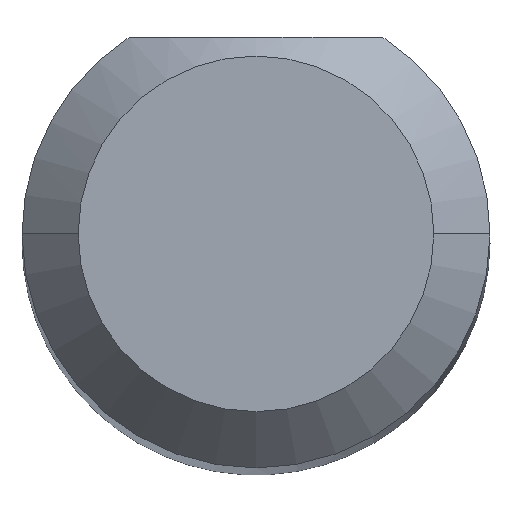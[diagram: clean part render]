
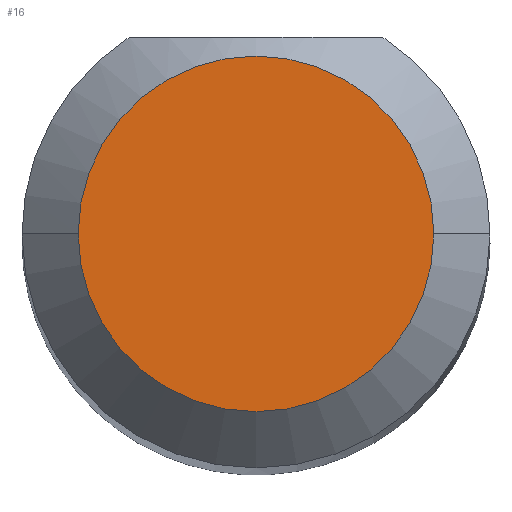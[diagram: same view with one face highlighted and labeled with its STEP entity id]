
A CAD part, top view. The second image highlights one B-rep face of the part: STEP entity #16.
In plain terms, the highlighted planar face has unit normal (0, 0, 1).
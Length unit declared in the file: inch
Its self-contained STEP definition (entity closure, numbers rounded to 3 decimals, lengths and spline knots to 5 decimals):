
#16 = ADVANCED_FACE ( 'NONE', ( #40 ), #209, .T. ) ;
#40 = FACE_OUTER_BOUND ( 'NONE', #280, .T. ) ;
#62 = CARTESIAN_POINT ( 'NONE',  ( -0.0475, 0., 1.5 ) ) ;
#84 = DIRECTION ( 'NONE',  ( 0., 0., 1. ) ) ;
#88 = VERTEX_POINT ( 'NONE', #167 ) ;
#92 = CIRCLE ( 'NONE', #232, 0.0475 ) ;
#130 = ORIENTED_EDGE ( 'NONE', *, *, #458, .T. ) ;
#167 = CARTESIAN_POINT ( 'NONE',  ( 0.0475, 0., 1.5 ) ) ;
#178 = AXIS2_PLACEMENT_3D ( 'NONE', #489, #84, #373 ) ;
#179 = CIRCLE ( 'NONE', #485, 0.0475 ) ;
#190 = VERTEX_POINT ( 'NONE', #62 ) ;
#209 = PLANE ( 'NONE',  #178 ) ;
#226 = ORIENTED_EDGE ( 'NONE', *, *, #298, .T. ) ;
#232 = AXIS2_PLACEMENT_3D ( 'NONE', #511, #494, #269 ) ;
#269 = DIRECTION ( 'NONE',  ( 1., 0., 0. ) ) ;
#280 = EDGE_LOOP ( 'NONE', ( #130, #226 ) ) ;
#298 = EDGE_CURVE ( 'NONE', #88, #190, #92, .T. ) ;
#302 = CARTESIAN_POINT ( 'NONE',  ( 0., 0., 1.5 ) ) ;
#373 = DIRECTION ( 'NONE',  ( 1., 0., 0. ) ) ;
#458 = EDGE_CURVE ( 'NONE', #190, #88, #179, .T. ) ;
#460 = DIRECTION ( 'NONE',  ( 0., 0., 1. ) ) ;
#485 = AXIS2_PLACEMENT_3D ( 'NONE', #302, #460, #528 ) ;
#489 = CARTESIAN_POINT ( 'NONE',  ( 0., 0., 1.5 ) ) ;
#494 = DIRECTION ( 'NONE',  ( 0., 0., 1. ) ) ;
#511 = CARTESIAN_POINT ( 'NONE',  ( 0., 0., 1.5 ) ) ;
#528 = DIRECTION ( 'NONE',  ( 1., 0., 0. ) ) ;
